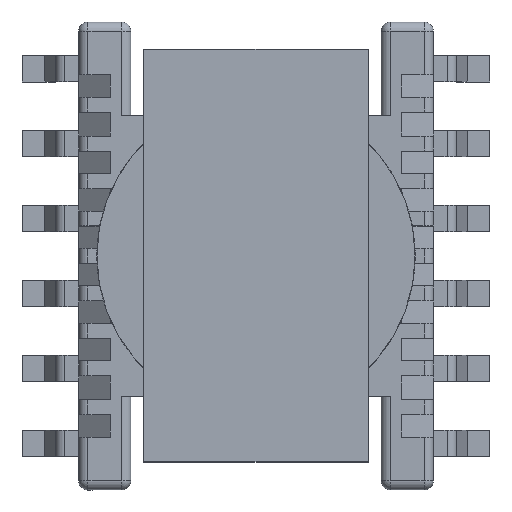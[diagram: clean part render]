
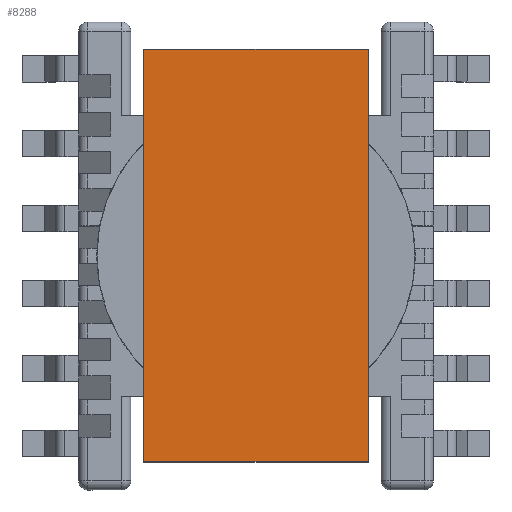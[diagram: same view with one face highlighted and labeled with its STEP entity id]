
A CAD part, top view. The second image highlights one B-rep face of the part: STEP entity #8288.
In plain terms, the highlighted face is planar.
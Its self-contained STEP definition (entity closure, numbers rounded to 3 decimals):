
#796=LINE('',#12281,#1466);
#809=LINE('',#12317,#1479);
#810=LINE('',#12319,#1480);
#811=LINE('',#12321,#1481);
#1466=VECTOR('',#10475,1000.);
#1479=VECTOR('',#10510,1000.);
#1480=VECTOR('',#10511,1000.);
#1481=VECTOR('',#10512,1000.);
#3195=ORIENTED_EDGE('',*,*,#4100,.F.);
#3196=ORIENTED_EDGE('',*,*,#4082,.T.);
#3197=ORIENTED_EDGE('',*,*,#4101,.F.);
#3198=ORIENTED_EDGE('',*,*,#4102,.F.);
#4082=EDGE_CURVE('',#4639,#4642,#796,.T.);
#4100=EDGE_CURVE('',#4639,#4655,#809,.T.);
#4101=EDGE_CURVE('',#4656,#4642,#810,.T.);
#4102=EDGE_CURVE('',#4655,#4656,#811,.T.);
#4639=VERTEX_POINT('',#12275);
#4642=VERTEX_POINT('',#12280);
#4655=VERTEX_POINT('',#12318);
#4656=VERTEX_POINT('',#12320);
#5175=EDGE_LOOP('',(#3195,#3196,#3197,#3198));
#5513=FACE_BOUND('',#5175,.T.);
#5741=PLANE('',#8815);
#8288=ADVANCED_FACE('',(#5513),#5741,.T.);
#8815=AXIS2_PLACEMENT_3D('',#12316,#10508,#10509);
#10475=DIRECTION('',(-1.,0.,0.));
#10508=DIRECTION('',(0.,1.,0.));
#10509=DIRECTION('',(-1.,0.,0.));
#10510=DIRECTION('',(0.,0.,1.));
#10511=DIRECTION('',(0.,0.,-1.));
#10512=DIRECTION('',(-1.,0.,0.));
#12275=CARTESIAN_POINT('',(-3.425,5.645,-11.985));
#12280=CARTESIAN_POINT('',(-9.425,5.645,-11.985));
#12281=CARTESIAN_POINT('',(-3.425,5.645,-11.985));
#12316=CARTESIAN_POINT('',(-9.425,5.645,-6.475));
#12317=CARTESIAN_POINT('',(-3.425,5.645,-6.475));
#12318=CARTESIAN_POINT('',(-3.425,5.645,-0.965));
#12319=CARTESIAN_POINT('',(-9.425,5.645,-0.965));
#12320=CARTESIAN_POINT('',(-9.425,5.645,-0.965));
#12321=CARTESIAN_POINT('',(-3.425,5.645,-0.965));
